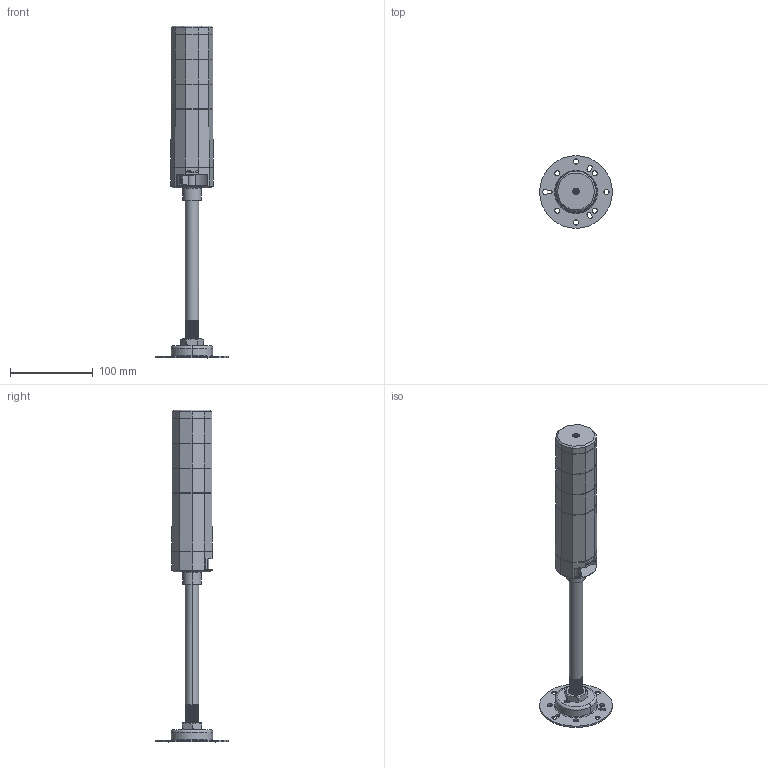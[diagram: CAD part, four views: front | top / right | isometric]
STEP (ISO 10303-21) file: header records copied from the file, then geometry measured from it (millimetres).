
FILE_DESCRIPTION((''),'2;1');
FILE_NAME('NLA50DC-3B4DZ SERIES.stp','2023-12-26T13:33:51',(''),(''),'Mechanical Desktop 2011','Mechanical Desktop 2011',', , ');
FILE_SCHEMA(('CONFIG_CONTROL_DESIGN'));
Length unit declared in the file: millimetre
Products named in the file (1): Product
Bounding box: 87.5 x 87.5 x 400 mm (x, y, z)
Volume: 391052.1 mm3; surface area: 95791 mm2
Topology: 21 solids, 21 shells, 556 faces, 1433 edges, 936 vertices
Faces by surface type: plane 346, cylinder 143, cone 26, bspline 25, torus 10, sphere 6
Entity records: 23121 total; most frequent: CARTESIAN_POINT 9550, ORIENTED_EDGE 2866, DIRECTION 2671, EDGE_CURVE 1433, VERTEX_POINT 936, VECTOR 913, LINE 913, AXIS2_PLACEMENT_3D 879
